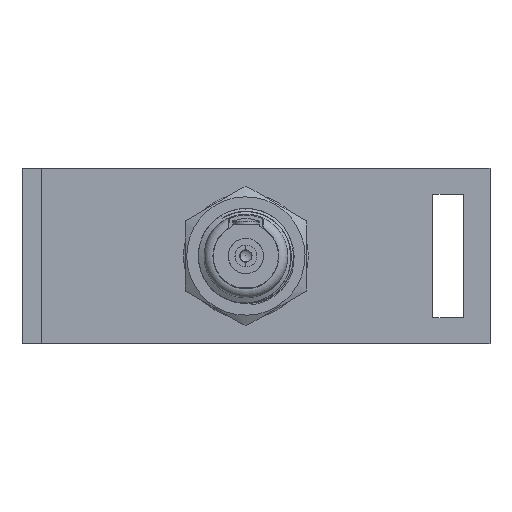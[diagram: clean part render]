
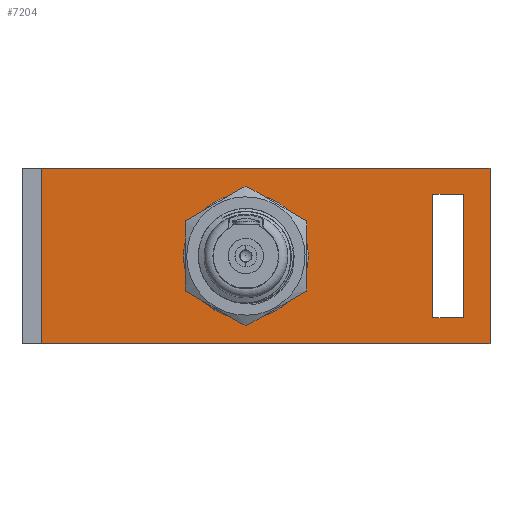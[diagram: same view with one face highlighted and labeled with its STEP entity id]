
A CAD part, left-side view. The second image highlights one B-rep face of the part: STEP entity #7204.
In plain terms, the highlighted planar face has unit normal (-1, 0, 0).
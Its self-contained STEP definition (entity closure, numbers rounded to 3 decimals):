
#82=FACE_BOUND('',#1141,.T.);
#83=FACE_BOUND('',#1142,.T.);
#238=PLANE('',#7813);
#721=FACE_OUTER_BOUND('',#1140,.T.);
#1140=EDGE_LOOP('',(#6645,#6646,#6647,#6648));
#1141=EDGE_LOOP('',(#6649,#6650,#6651,#6652));
#1142=EDGE_LOOP('',(#6653));
#1404=CIRCLE('',#7808,5.5);
#2182=LINE('',#15995,#2692);
#2188=LINE('',#16008,#2698);
#2192=LINE('',#16016,#2702);
#2195=LINE('',#16022,#2705);
#2198=LINE('',#16027,#2708);
#2202=LINE('',#16038,#2712);
#2207=LINE('',#16048,#2717);
#2208=LINE('',#16050,#2718);
#2692=VECTOR('',#9451,10.);
#2698=VECTOR('',#9461,10.);
#2702=VECTOR('',#9467,10.);
#2705=VECTOR('',#9472,10.);
#2708=VECTOR('',#9477,10.);
#2712=VECTOR('',#9489,10.);
#2717=VECTOR('',#9500,10.);
#2718=VECTOR('',#9503,10.);
#3404=VERTEX_POINT('',#15992);
#3405=VERTEX_POINT('',#15994);
#3409=VERTEX_POINT('',#16006);
#3410=VERTEX_POINT('',#16007);
#3413=VERTEX_POINT('',#16015);
#3415=VERTEX_POINT('',#16021);
#3418=VERTEX_POINT('',#16032);
#3419=VERTEX_POINT('',#16036);
#3421=VERTEX_POINT('',#16046);
#4473=EDGE_CURVE('',#3404,#3405,#2182,.T.);
#4479=EDGE_CURVE('',#3409,#3410,#2188,.T.);
#4483=EDGE_CURVE('',#3410,#3413,#2192,.T.);
#4486=EDGE_CURVE('',#3413,#3415,#2195,.T.);
#4489=EDGE_CURVE('',#3415,#3409,#2198,.T.);
#4493=EDGE_CURVE('',#3418,#3418,#1404,.T.);
#4495=EDGE_CURVE('',#3419,#3404,#2202,.T.);
#4500=EDGE_CURVE('',#3421,#3405,#2207,.T.);
#4501=EDGE_CURVE('',#3419,#3421,#2208,.T.);
#6645=ORIENTED_EDGE('',*,*,#4501,.T.);
#6646=ORIENTED_EDGE('',*,*,#4500,.T.);
#6647=ORIENTED_EDGE('',*,*,#4473,.F.);
#6648=ORIENTED_EDGE('',*,*,#4495,.F.);
#6649=ORIENTED_EDGE('',*,*,#4486,.T.);
#6650=ORIENTED_EDGE('',*,*,#4489,.T.);
#6651=ORIENTED_EDGE('',*,*,#4479,.T.);
#6652=ORIENTED_EDGE('',*,*,#4483,.T.);
#6653=ORIENTED_EDGE('',*,*,#4493,.T.);
#7204=ADVANCED_FACE('',(#721,#82,#83),#238,.T.);
#7808=AXIS2_PLACEMENT_3D('',#16034,#9484,#9485);
#7813=AXIS2_PLACEMENT_3D('',#16049,#9501,#9502);
#9451=DIRECTION('',(0.,-1.,0.));
#9461=DIRECTION('',(0.,0.,-1.));
#9467=DIRECTION('',(0.,1.,0.));
#9472=DIRECTION('',(0.,0.,1.));
#9477=DIRECTION('',(0.,-1.,0.));
#9484=DIRECTION('center_axis',(1.,0.,0.));
#9485=DIRECTION('ref_axis',(0.,1.,0.));
#9489=DIRECTION('',(0.,0.,1.));
#9500=DIRECTION('',(0.,0.,1.));
#9501=DIRECTION('center_axis',(-1.,0.,0.));
#9502=DIRECTION('ref_axis',(0.,-1.,0.));
#9503=DIRECTION('',(0.,-1.,0.));
#15992=CARTESIAN_POINT('',(0.,51.,20.));
#15994=CARTESIAN_POINT('',(0.,0.,20.));
#15995=CARTESIAN_POINT('',(0.,51.,20.));
#16006=CARTESIAN_POINT('',(0.,3.,17.));
#16007=CARTESIAN_POINT('',(0.,3.,3.));
#16008=CARTESIAN_POINT('',(0.,3.,1.5));
#16015=CARTESIAN_POINT('',(0.,6.5,3.));
#16016=CARTESIAN_POINT('',(0.,28.75,3.));
#16021=CARTESIAN_POINT('',(0.,6.5,17.));
#16022=CARTESIAN_POINT('',(0.,6.5,8.5));
#16027=CARTESIAN_POINT('',(0.,27.,17.));
#16032=CARTESIAN_POINT('',(0.,22.25,10.));
#16034=CARTESIAN_POINT('Origin',(0.,27.75,10.));
#16036=CARTESIAN_POINT('',(0.,51.,0.));
#16038=CARTESIAN_POINT('',(0.,51.,0.));
#16046=CARTESIAN_POINT('',(0.,0.,0.));
#16048=CARTESIAN_POINT('',(0.,0.,0.));
#16049=CARTESIAN_POINT('Origin',(0.,51.,0.));
#16050=CARTESIAN_POINT('',(0.,51.,0.));
